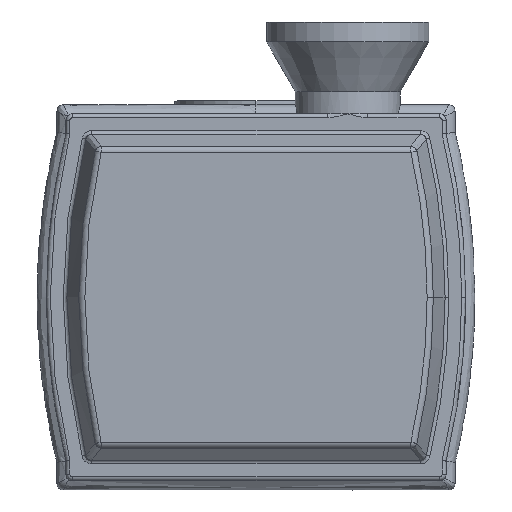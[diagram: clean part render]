
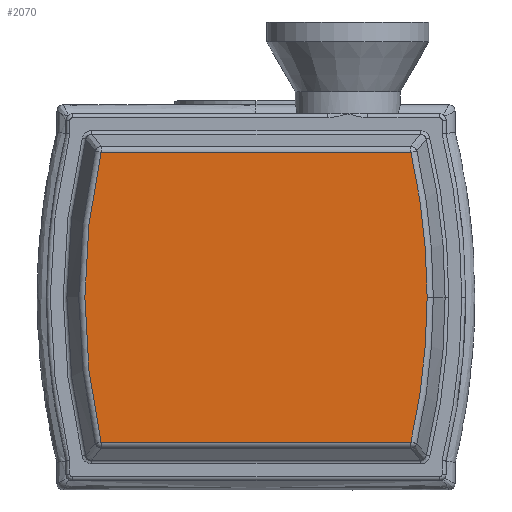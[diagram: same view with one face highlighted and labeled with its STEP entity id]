
A CAD part, top view. The second image highlights one B-rep face of the part: STEP entity #2070.
In plain terms, the highlighted planar face has unit normal (0, 0, 1).
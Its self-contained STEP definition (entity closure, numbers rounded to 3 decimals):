
#2059 = EDGE_CURVE ( 'NONE', #2067, #2068, #14310, .T. ) ;
#2060 = ORIENTED_EDGE ( 'NONE', *, *, #15851, .T. ) ;
#2061 = EDGE_CURVE ( 'NONE', #15836, #2067, #14306, .T. ) ;
#2062 = ORIENTED_EDGE ( 'NONE', *, *, #2059, .T. ) ;
#2063 = ORIENTED_EDGE ( 'NONE', *, *, #2072, .T. ) ;
#2064 = EDGE_LOOP ( 'NONE', ( #2063, #2060, #2075, #2062, #2076 ) ) ;
#2067 = VERTEX_POINT ( 'NONE', #14300 ) ;
#2068 = VERTEX_POINT ( 'NONE', #14346 ) ;
#2070 = ADVANCED_FACE ( 'NONE', ( #14365 ), #14364, .T. ) ;
#2072 = EDGE_CURVE ( 'NONE', #2073, #15843, #14359, .T. ) ;
#2073 = VERTEX_POINT ( 'NONE', #14355 ) ;
#2075 = ORIENTED_EDGE ( 'NONE', *, *, #2061, .T. ) ;
#2076 = ORIENTED_EDGE ( 'NONE', *, *, #2077, .T. ) ;
#2077 = EDGE_CURVE ( 'NONE', #2068, #2073, #14354, .T. ) ;
#14300 = CARTESIAN_POINT ( 'NONE',  ( 118.171, 110.58, 70. ) ) ;
#14302 = DIRECTION ( 'NONE',  ( 1., 0., 0. ) ) ;
#14303 = DIRECTION ( 'NONE',  ( 0., 0., 1. ) ) ;
#14304 = CARTESIAN_POINT ( 'NONE',  ( -368.333, 0., 70. ) ) ;
#14305 = AXIS2_PLACEMENT_3D ( 'NONE', #14304, #14303, #14302 ) ;
#14306 = CIRCLE ( 'NONE', #14305, 498.913 ) ;
#14307 = DIRECTION ( 'NONE',  ( -1., 0., 0. ) ) ;
#14308 = VECTOR ( 'NONE', #14307, 1000. ) ;
#14309 = CARTESIAN_POINT ( 'NONE',  ( -120.958, 110.58, 70. ) ) ;
#14310 = LINE ( 'NONE', #14309, #14308 ) ;
#14346 = CARTESIAN_POINT ( 'NONE',  ( -118.171, 110.58, 70. ) ) ;
#14350 = DIRECTION ( 'NONE',  ( 1., 0., 0. ) ) ;
#14351 = DIRECTION ( 'NONE',  ( 0., 0., 1. ) ) ;
#14352 = CARTESIAN_POINT ( 'NONE',  ( 368.333, 0., 70. ) ) ;
#14353 = AXIS2_PLACEMENT_3D ( 'NONE', #14352, #14351, #14350 ) ;
#14354 = CIRCLE ( 'NONE', #14353, 498.913 ) ;
#14355 = CARTESIAN_POINT ( 'NONE',  ( -118.171, -110.58, 70. ) ) ;
#14356 = DIRECTION ( 'NONE',  ( 1., 0., 0. ) ) ;
#14357 = VECTOR ( 'NONE', #14356, 1000. ) ;
#14358 = CARTESIAN_POINT ( 'NONE',  ( 120.958, -110.58, 70. ) ) ;
#14359 = LINE ( 'NONE', #14358, #14357 ) ;
#14360 = DIRECTION ( 'NONE',  ( 1., 0., 0. ) ) ;
#14361 = DIRECTION ( 'NONE',  ( 0., 0., 1. ) ) ;
#14362 = AXIS2_PLACEMENT_3D ( 'NONE', #14363, #14361, #14360 ) ;
#14363 = CARTESIAN_POINT ( 'NONE',  ( 368.333, 0., 70. ) ) ;
#14364 = PLANE ( 'NONE',  #14362 ) ;
#14365 = FACE_OUTER_BOUND ( 'NONE', #2064, .T. ) ;
#15232 = DIRECTION ( 'NONE',  ( 1., 0., 0. ) ) ;
#15233 = DIRECTION ( 'NONE',  ( 0., 0., 1. ) ) ;
#15234 = CARTESIAN_POINT ( 'NONE',  ( -368.333, 0., 70. ) ) ;
#15235 = AXIS2_PLACEMENT_3D ( 'NONE', #15234, #15233, #15232 ) ;
#15237 = CIRCLE ( 'NONE', #15235, 498.913 ) ;
#15424 = CARTESIAN_POINT ( 'NONE',  ( 130.58, 0., 70. ) ) ;
#15475 = CARTESIAN_POINT ( 'NONE',  ( 118.171, -110.58, 70. ) ) ;
#15836 = VERTEX_POINT ( 'NONE', #15424 ) ;
#15843 = VERTEX_POINT ( 'NONE', #15475 ) ;
#15851 = EDGE_CURVE ( 'NONE', #15843, #15836, #15237, .T. ) ;
